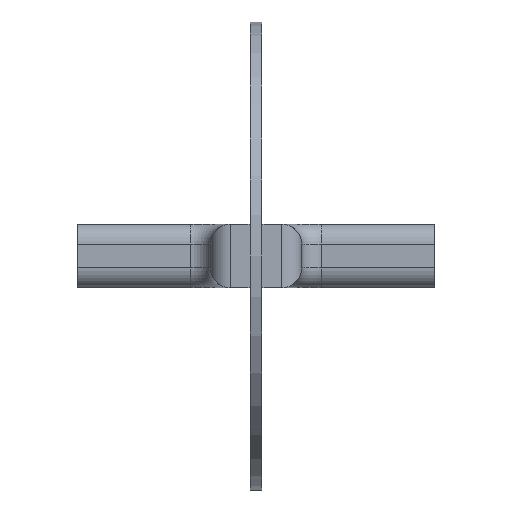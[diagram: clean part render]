
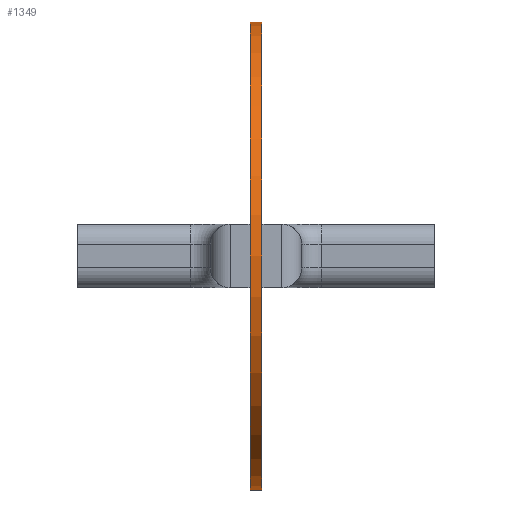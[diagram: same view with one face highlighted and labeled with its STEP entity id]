
A CAD part, left-side view. The second image highlights one B-rep face of the part: STEP entity #1349.
In plain terms, the highlighted cylindrical face has radius 59 mm (diameter 118 mm), a partial arc.
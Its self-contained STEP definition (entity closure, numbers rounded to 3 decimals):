
#13 = VERTEX_POINT ( 'NONE', #1265 ) ;
#188 = EDGE_CURVE ( 'NONE', #13, #1088, #302, .T. ) ;
#251 = AXIS2_PLACEMENT_3D ( 'NONE', #708, #855, #818 ) ;
#293 = DIRECTION ( 'NONE',  ( 0., 1., 0. ) ) ;
#302 = CIRCLE ( 'NONE', #251, 59. ) ;
#319 = VERTEX_POINT ( 'NONE', #382 ) ;
#343 = CYLINDRICAL_SURFACE ( 'NONE', #821, 59. ) ;
#382 = CARTESIAN_POINT ( 'NONE',  ( -40., 1.5, 59. ) ) ;
#389 = EDGE_CURVE ( 'NONE', #1339, #13, #878, .T. ) ;
#424 = DIRECTION ( 'NONE',  ( 0., 0., 1. ) ) ;
#497 = EDGE_LOOP ( 'NONE', ( #1452, #1108, #1043, #1601 ) ) ;
#498 = DIRECTION ( 'NONE',  ( 0., -1., 0. ) ) ;
#536 = EDGE_CURVE ( 'NONE', #319, #1088, #1280, .T. ) ;
#590 = CARTESIAN_POINT ( 'NONE',  ( -40., 1.5, 0. ) ) ;
#629 = EDGE_CURVE ( 'NONE', #1339, #319, #808, .T. ) ;
#708 = CARTESIAN_POINT ( 'NONE',  ( -40., -1.5, 0. ) ) ;
#781 = VECTOR ( 'NONE', #811, 1000. ) ;
#808 = CIRCLE ( 'NONE', #1019, 59. ) ;
#811 = DIRECTION ( 'NONE',  ( 0., -1., 0. ) ) ;
#818 = DIRECTION ( 'NONE',  ( 0., 0., 1. ) ) ;
#821 = AXIS2_PLACEMENT_3D ( 'NONE', #590, #498, #1359 ) ;
#855 = DIRECTION ( 'NONE',  ( 0., 1., 0. ) ) ;
#878 = LINE ( 'NONE', #1373, #1364 ) ;
#890 = DIRECTION ( 'NONE',  ( 0., -1., 0. ) ) ;
#1019 = AXIS2_PLACEMENT_3D ( 'NONE', #1446, #293, #424 ) ;
#1043 = ORIENTED_EDGE ( 'NONE', *, *, #629, .F. ) ;
#1088 = VERTEX_POINT ( 'NONE', #1584 ) ;
#1108 = ORIENTED_EDGE ( 'NONE', *, *, #536, .F. ) ;
#1265 = CARTESIAN_POINT ( 'NONE',  ( -40., -1.5, -59. ) ) ;
#1280 = LINE ( 'NONE', #1567, #781 ) ;
#1339 = VERTEX_POINT ( 'NONE', #1350 ) ;
#1349 = ADVANCED_FACE ( 'NONE', ( #1477 ), #343, .T. ) ;
#1350 = CARTESIAN_POINT ( 'NONE',  ( -40., 1.5, -59. ) ) ;
#1359 = DIRECTION ( 'NONE',  ( 0., 0., -1. ) ) ;
#1364 = VECTOR ( 'NONE', #890, 1000. ) ;
#1373 = CARTESIAN_POINT ( 'NONE',  ( -40., 1.5, -59. ) ) ;
#1446 = CARTESIAN_POINT ( 'NONE',  ( -40., 1.5, 0. ) ) ;
#1452 = ORIENTED_EDGE ( 'NONE', *, *, #188, .T. ) ;
#1477 = FACE_OUTER_BOUND ( 'NONE', #497, .T. ) ;
#1567 = CARTESIAN_POINT ( 'NONE',  ( -40., 1.5, 59. ) ) ;
#1584 = CARTESIAN_POINT ( 'NONE',  ( -40., -1.5, 59. ) ) ;
#1601 = ORIENTED_EDGE ( 'NONE', *, *, #389, .T. ) ;
